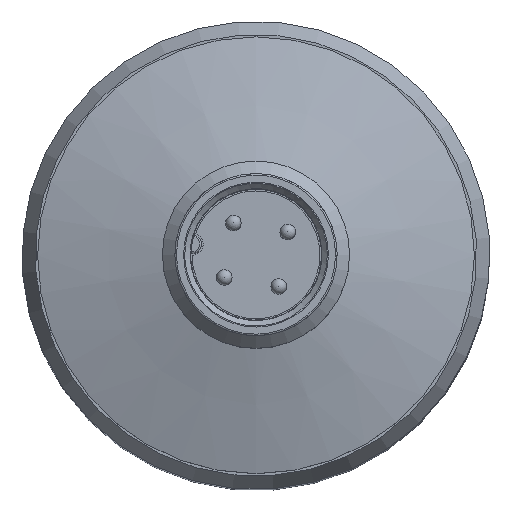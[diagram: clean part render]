
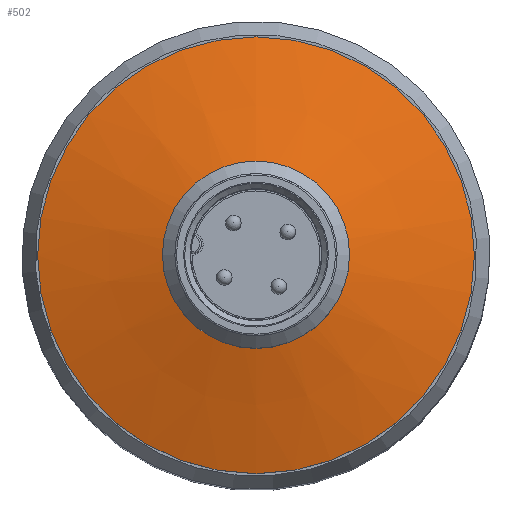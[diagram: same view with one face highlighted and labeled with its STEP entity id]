
A CAD part, top view. The second image highlights one B-rep face of the part: STEP entity #502.
In plain terms, the highlighted conical face has half-angle 74.141 degrees and reference radius 9.6 mm.
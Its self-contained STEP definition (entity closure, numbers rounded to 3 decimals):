
#57=CONICAL_SURFACE('',#571,9.6,74.141);
#74=FACE_BOUND('',#170,.T.);
#115=FACE_OUTER_BOUND('',#169,.T.);
#169=EDGE_LOOP('',(#385));
#170=EDGE_LOOP('',(#386));
#219=CIRCLE('',#564,14.);
#221=CIRCLE('',#572,5.2);
#263=VERTEX_POINT('',#971);
#269=VERTEX_POINT('',#1121);
#313=EDGE_CURVE('',#263,#263,#219,.T.);
#319=EDGE_CURVE('',#269,#269,#221,.T.);
#385=ORIENTED_EDGE('',*,*,#313,.T.);
#386=ORIENTED_EDGE('',*,*,#319,.F.);
#502=ADVANCED_FACE('',(#115,#74),#57,.T.);
#564=AXIS2_PLACEMENT_3D('',#972,#677,#678);
#571=AXIS2_PLACEMENT_3D('',#1120,#691,#692);
#572=AXIS2_PLACEMENT_3D('',#1122,#693,#694);
#677=DIRECTION('center_axis',(0.,0.,
1.));
#678=DIRECTION('ref_axis',(0.,-1.,0.));
#691=DIRECTION('center_axis',(0.,0.,
-1.));
#692=DIRECTION('ref_axis',(0.,-1.,0.));
#693=DIRECTION('center_axis',(0.,0.,
1.));
#694=DIRECTION('ref_axis',(0.,-1.,0.));
#971=CARTESIAN_POINT('',(0.,-14.,63.5));
#972=CARTESIAN_POINT('Origin',(0.,0.,
63.5));
#1120=CARTESIAN_POINT('Origin',(0.,0.,
64.75));
#1121=CARTESIAN_POINT('',(0.,-5.2,66.));
#1122=CARTESIAN_POINT('Origin',(0.,0.,
66.));
